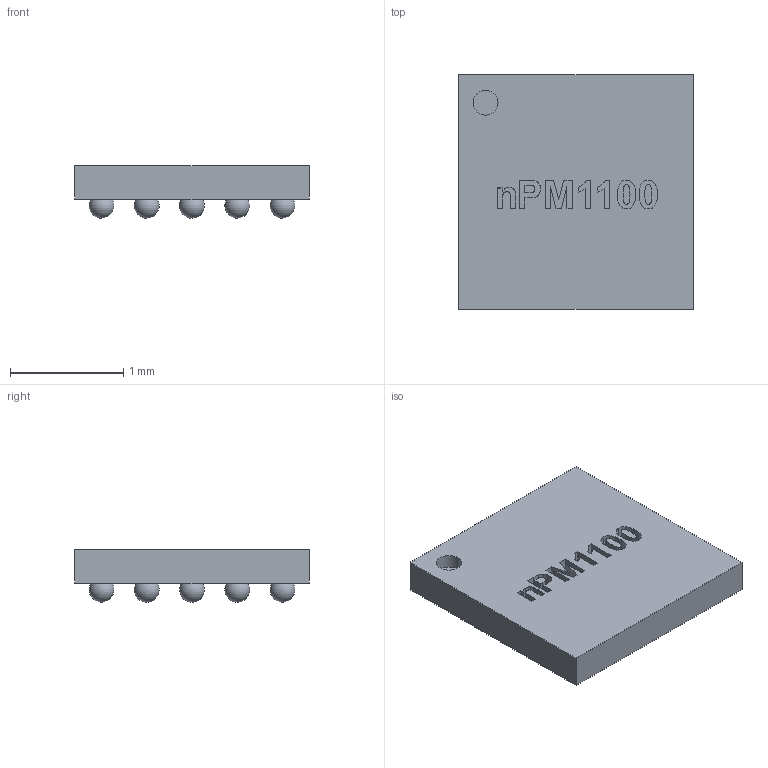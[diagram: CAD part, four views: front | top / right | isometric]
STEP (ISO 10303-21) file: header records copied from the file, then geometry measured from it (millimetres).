
FILE_DESCRIPTION(/* description */ ('STEP AP242'),/* implementation_level */ '2;1');
FILE_NAME(/* name */ 'BGA-25_5x5_2.075x2.075mm.step',/* time_stamp */ '2025-12-04T23:39:17-04:00',/* author */ (''),/* organization */ (''),/* preprocessor_version */ 'ST-DEVELOPER v20.1',/* originating_system */ 'Autodesk Translation Framework v14.21.0.0',/* authorisation */ '');
FILE_SCHEMA (('AUTOMOTIVE_DESIGN { 1 0 10303 214 3 1 1 }'));
Length unit declared in the file: metre
Products named in the file (1): Part 1
Bounding box: 2.08 x 2.08 x 0.46 mm (x, y, z)
Volume: 1.4 mm3; surface area: 14.4 mm2
Topology: 1 solids, 1 shells, 152 faces, 417 edges, 278 vertices
Faces by surface type: bspline 70, plane 56, sphere 25, cylinder 1
Full cylindrical faces by diameter (mm): 0.22 x1
Entity records: 5429 total; most frequent: CARTESIAN_POINT 2013, ORIENTED_EDGE 784, DIRECTION 470, EDGE_CURVE 392, VERTEX_POINT 278, LINE 200, VECTOR 200, EDGE_LOOP 188
